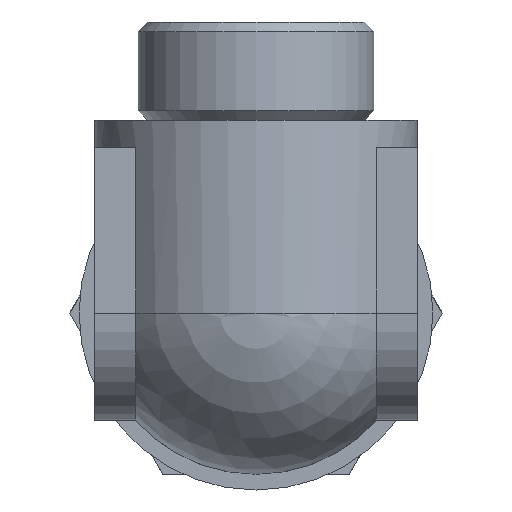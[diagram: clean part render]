
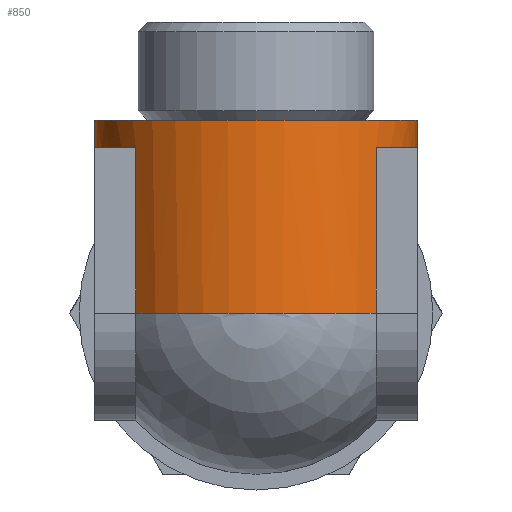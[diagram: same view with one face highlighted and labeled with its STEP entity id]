
A CAD part, left-side view. The second image highlights one B-rep face of the part: STEP entity #850.
In plain terms, the highlighted cylindrical face has radius 20.5 mm (diameter 41 mm), a full revolution.
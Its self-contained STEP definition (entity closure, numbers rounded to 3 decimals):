
#67=B_SPLINE_CURVE_WITH_KNOTS('',3,(#1326,#1327,#1328,#1329,#1330),
 .UNSPECIFIED.,.F.,.F.,(4,1,4),(0.004,0.005,
0.007),.UNSPECIFIED.);
#68=B_SPLINE_CURVE_WITH_KNOTS('',3,(#1334,#1335,#1336,#1337,#1338),
 .UNSPECIFIED.,.F.,.F.,(4,1,4),(0.,0.001,
0.003),.UNSPECIFIED.);
#83=LINE('',#1318,#135);
#84=LINE('',#1324,#136);
#85=LINE('',#1340,#137);
#86=LINE('',#1346,#138);
#135=VECTOR('',#1048,1000.);
#136=VECTOR('',#1053,1000.);
#137=VECTOR('',#1056,1000.);
#138=VECTOR('',#1061,1000.);
#188=ELLIPSE('',#932,28.991,20.5);
#192=ORIENTED_EDGE('',*,*,#424,.T.);
#193=ORIENTED_EDGE('',*,*,#425,.F.);
#194=ORIENTED_EDGE('',*,*,#426,.T.);
#195=ORIENTED_EDGE('',*,*,#427,.T.);
#196=ORIENTED_EDGE('',*,*,#428,.T.);
#197=ORIENTED_EDGE('',*,*,#429,.T.);
#198=ORIENTED_EDGE('',*,*,#430,.F.);
#199=ORIENTED_EDGE('',*,*,#431,.T.);
#200=ORIENTED_EDGE('',*,*,#432,.F.);
#201=ORIENTED_EDGE('',*,*,#433,.T.);
#202=ORIENTED_EDGE('',*,*,#434,.T.);
#203=ORIENTED_EDGE('',*,*,#435,.T.);
#204=ORIENTED_EDGE('',*,*,#436,.T.);
#424=EDGE_CURVE('',#540,#540,#619,.T.);
#425=EDGE_CURVE('',#541,#542,#620,.T.);
#426=EDGE_CURVE('',#541,#543,#83,.F.);
#427=EDGE_CURVE('',#543,#544,#621,.F.);
#428=EDGE_CURVE('',#544,#545,#622,.F.);
#429=EDGE_CURVE('',#545,#546,#84,.T.);
#430=EDGE_CURVE('',#547,#546,#67,.T.);
#431=EDGE_CURVE('',#547,#548,#188,.F.);
#432=EDGE_CURVE('',#549,#548,#68,.T.);
#433=EDGE_CURVE('',#549,#550,#85,.F.);
#434=EDGE_CURVE('',#550,#551,#623,.F.);
#435=EDGE_CURVE('',#551,#552,#624,.F.);
#436=EDGE_CURVE('',#552,#542,#86,.T.);
#540=VERTEX_POINT('',#1314);
#541=VERTEX_POINT('',#1316);
#542=VERTEX_POINT('',#1317);
#543=VERTEX_POINT('',#1319);
#544=VERTEX_POINT('',#1321);
#545=VERTEX_POINT('',#1323);
#546=VERTEX_POINT('',#1325);
#547=VERTEX_POINT('',#1331);
#548=VERTEX_POINT('',#1333);
#549=VERTEX_POINT('',#1339);
#550=VERTEX_POINT('',#1341);
#551=VERTEX_POINT('',#1343);
#552=VERTEX_POINT('',#1345);
#619=CIRCLE('',#928,20.5);
#620=CIRCLE('',#929,20.5);
#621=CIRCLE('',#930,20.5);
#622=CIRCLE('',#931,20.5);
#623=CIRCLE('',#933,20.5);
#624=CIRCLE('',#934,20.5);
#665=EDGE_LOOP('',(#192));
#666=EDGE_LOOP('',(#193,#194,#195,#196,#197,#198,#199,#200,#201,#202,#203,
#204));
#751=FACE_BOUND('',#665,.T.);
#752=FACE_BOUND('',#666,.T.);
#836=CYLINDRICAL_SURFACE('',#927,20.5);
#850=ADVANCED_FACE('',(#751,#752),#836,.T.);
#927=AXIS2_PLACEMENT_3D('',#1312,#1042,#1043);
#928=AXIS2_PLACEMENT_3D('',#1313,#1044,#1045);
#929=AXIS2_PLACEMENT_3D('',#1315,#1046,#1047);
#930=AXIS2_PLACEMENT_3D('',#1320,#1049,#1050);
#931=AXIS2_PLACEMENT_3D('',#1322,#1051,#1052);
#932=AXIS2_PLACEMENT_3D('',#1332,#1054,#1055);
#933=AXIS2_PLACEMENT_3D('',#1342,#1057,#1058);
#934=AXIS2_PLACEMENT_3D('',#1344,#1059,#1060);
#1042=DIRECTION('',(0.,0.,-1.));
#1043=DIRECTION('',(-1.,0.,0.));
#1044=DIRECTION('',(0.,0.,-1.));
#1045=DIRECTION('',(-1.,0.,0.));
#1046=DIRECTION('',(0.,0.,-1.));
#1047=DIRECTION('',(-1.,0.,0.));
#1048=DIRECTION('',(0.,0.,-1.));
#1049=DIRECTION('',(0.,0.,-1.));
#1050=DIRECTION('',(-1.,0.,0.));
#1051=DIRECTION('',(0.,0.,-1.));
#1052=DIRECTION('',(-1.,0.,0.));
#1053=DIRECTION('',(0.,0.,-1.));
#1054=DIRECTION('',(0.707,0.,-0.707));
#1055=DIRECTION('',(-0.707,0.,-0.707));
#1056=DIRECTION('',(0.,0.,-1.));
#1057=DIRECTION('',(0.,0.,-1.));
#1058=DIRECTION('',(-1.,0.,0.));
#1059=DIRECTION('',(0.,0.,-1.));
#1060=DIRECTION('',(-1.,0.,0.));
#1061=DIRECTION('',(0.,0.,-1.));
#1312=CARTESIAN_POINT('',(0.,0.,-26.5));
#1313=CARTESIAN_POINT('',(0.,0.,-2.));
#1314=CARTESIAN_POINT('',(-20.5,0.,-2.));
#1315=CARTESIAN_POINT('',(0.,0.,-26.5));
#1316=CARTESIAN_POINT('',(-13.667,-15.28,-26.5));
#1317=CARTESIAN_POINT('',(-13.667,15.28,-26.5));
#1318=CARTESIAN_POINT('',(-13.667,-15.28,-26.5));
#1319=CARTESIAN_POINT('',(-13.667,-15.28,-5.5));
#1320=CARTESIAN_POINT('',(0.,0.,-5.5));
#1321=CARTESIAN_POINT('',(0.,-20.5,-5.5));
#1322=CARTESIAN_POINT('',(0.,0.,-5.5));
#1323=CARTESIAN_POINT('',(13.667,-15.28,-5.5));
#1324=CARTESIAN_POINT('',(13.667,-15.28,-26.5));
#1325=CARTESIAN_POINT('',(13.667,-15.28,-9.417));
#1326=CARTESIAN_POINT('',(14.667,-14.322,-11.833));
#1327=CARTESIAN_POINT('',(14.39,-14.606,-11.556));
#1328=CARTESIAN_POINT('',(13.885,-15.088,-10.858));
#1329=CARTESIAN_POINT('',(13.667,-15.28,-9.904));
#1330=CARTESIAN_POINT('',(13.667,-15.28,-9.417));
#1331=CARTESIAN_POINT('',(14.667,-14.322,-11.833));
#1332=CARTESIAN_POINT('',(0.,0.,-26.5));
#1333=CARTESIAN_POINT('',(14.667,14.322,-11.833));
#1334=CARTESIAN_POINT('',(13.667,15.28,-9.417));
#1335=CARTESIAN_POINT('',(13.667,15.28,-9.905));
#1336=CARTESIAN_POINT('',(13.885,15.088,-10.857));
#1337=CARTESIAN_POINT('',(14.39,14.606,-11.556));
#1338=CARTESIAN_POINT('',(14.667,14.322,-11.833));
#1339=CARTESIAN_POINT('',(13.667,15.28,-9.417));
#1340=CARTESIAN_POINT('',(13.667,15.28,-26.5));
#1341=CARTESIAN_POINT('',(13.667,15.28,-5.5));
#1342=CARTESIAN_POINT('',(0.,0.,-5.5));
#1343=CARTESIAN_POINT('',(0.,20.5,-5.5));
#1344=CARTESIAN_POINT('',(0.,0.,-5.5));
#1345=CARTESIAN_POINT('',(-13.667,15.28,-5.5));
#1346=CARTESIAN_POINT('',(-13.667,15.28,-26.5));
